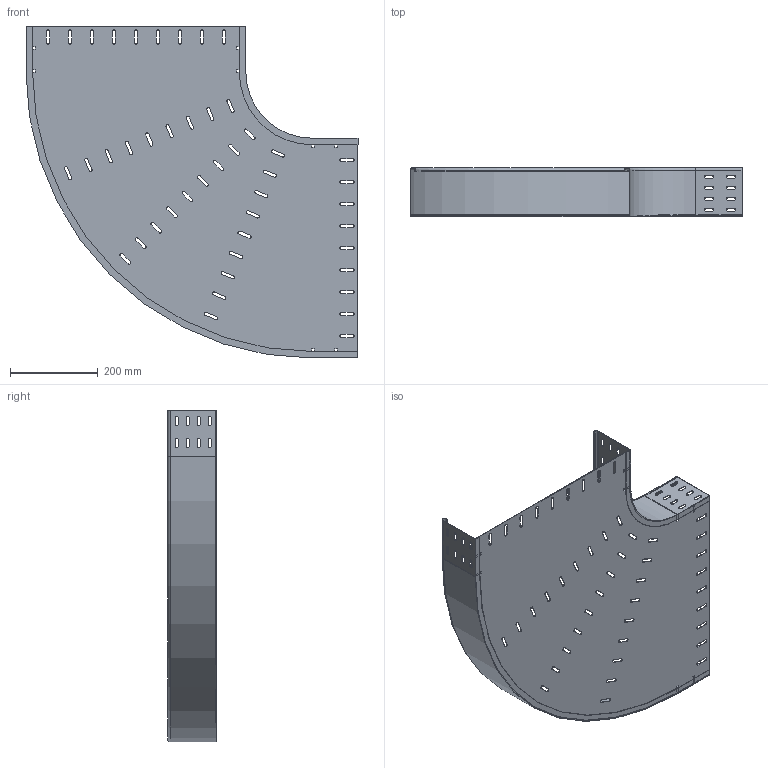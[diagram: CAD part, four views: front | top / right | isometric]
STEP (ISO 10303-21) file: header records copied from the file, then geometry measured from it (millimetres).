
FILE_DESCRIPTION (( 'STEP AP214' ), '1' );
FILE_NAME ('7001967.stp', '2017-07-14T09:45:55', ( '' ), ( '' ), 'SwSTEP 2.0', 'SolidWorks 2016', '' );
FILE_SCHEMA (( 'AUTOMOTIVE_DESIGN' ));
Length unit declared in the file: millimetre
Products named in the file (4): KTS 06.157-022_R=0650; KTS 06.153-019_R=0150; KTS 06.127-034_ Bodenblech NB=500; 7001967
Assembly tree (3 placements, depth 2):
  7001967
    KTS 06.127-034_ Bodenblech NB=500
    KTS 06.153-019_R=0150
    KTS 06.157-022_R=0650
Bounding box: 755 x 110.5 x 755 mm (x, y, z)
Volume: 891885.1 mm3; surface area: 1281254.5 mm2
Topology: 3 solids, 3 shells, 466 faces, 1364 edges, 904 vertices
Faces by surface type: cylinder 242, plane 220, torus 4
Entity records: 16046 total; most frequent: DIRECTION 2792, CARTESIAN_POINT 2740, ORIENTED_EDGE 2728, EDGE_CURVE 1364, AXIS2_PLACEMENT_3D 956, VERTEX_POINT 904, LINE 880, VECTOR 880
